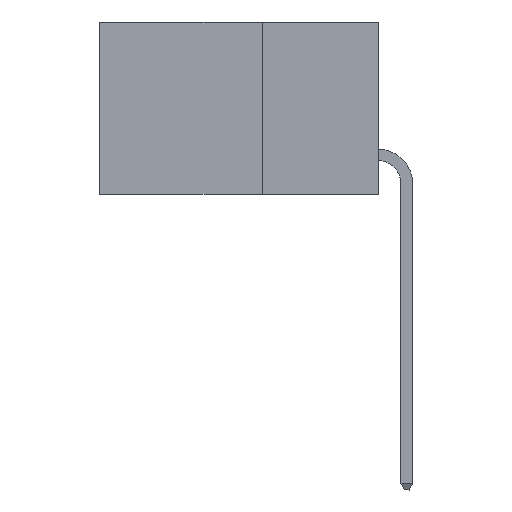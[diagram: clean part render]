
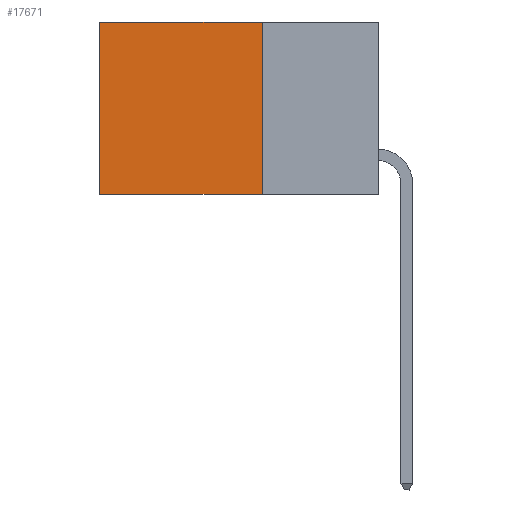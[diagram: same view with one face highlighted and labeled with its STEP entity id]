
A CAD part, left-side view. The second image highlights one B-rep face of the part: STEP entity #17671.
In plain terms, the highlighted planar face has unit normal (-1, 0, 0).
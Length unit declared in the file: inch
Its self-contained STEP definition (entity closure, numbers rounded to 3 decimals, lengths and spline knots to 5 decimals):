
#629 = EDGE_CURVE ( 'NONE', #16347, #1229, #1672, .T. ) ;
#1229 = VERTEX_POINT ( 'NONE', #19959 ) ;
#1274 = LINE ( 'NONE', #19899, #18906 ) ;
#1672 = LINE ( 'NONE', #21017, #14896 ) ;
#2663 = EDGE_CURVE ( 'NONE', #1229, #8026, #21814, .T. ) ;
#6117 = LINE ( 'NONE', #18752, #15252 ) ;
#6892 = DIRECTION ( 'NONE',  ( 0., 0., -1. ) ) ;
#8026 = VERTEX_POINT ( 'NONE', #8132 ) ;
#8063 = DIRECTION ( 'NONE',  ( 0., 1., 0. ) ) ;
#8132 = CARTESIAN_POINT ( 'NONE',  ( 0.298, 0.6, -0.37 ) ) ;
#8341 = VECTOR ( 'NONE', #21353, 39.37008 ) ;
#8528 = DIRECTION ( 'NONE',  ( 0., 0., -1. ) ) ;
#8926 = VERTEX_POINT ( 'NONE', #18719 ) ;
#10078 = ORIENTED_EDGE ( 'NONE', *, *, #2663, .T. ) ;
#10641 = ORIENTED_EDGE ( 'NONE', *, *, #19415, .F. ) ;
#11504 = CARTESIAN_POINT ( 'NONE',  ( 0.298, 0.25, 0. ) ) ;
#11947 = EDGE_LOOP ( 'NONE', ( #10078, #10641, #15201, #22012 ) ) ;
#14669 = AXIS2_PLACEMENT_3D ( 'NONE', #16932, #18659, #8528 ) ;
#14896 = VECTOR ( 'NONE', #21108, 39.37008 ) ;
#15201 = ORIENTED_EDGE ( 'NONE', *, *, #20023, .F. ) ;
#15252 = VECTOR ( 'NONE', #6892, 39.37008 ) ;
#15341 = PLANE ( 'NONE',  #14669 ) ;
#16347 = VERTEX_POINT ( 'NONE', #11504 ) ;
#16932 = CARTESIAN_POINT ( 'NONE',  ( 0.298, 0.25, 0. ) ) ;
#17671 = ADVANCED_FACE ( 'NONE', ( #21103 ), #15341, .F. ) ;
#18659 = DIRECTION ( 'NONE',  ( 1., 0., 0. ) ) ;
#18719 = CARTESIAN_POINT ( 'NONE',  ( 0.298, 0.25, -0.37 ) ) ;
#18752 = CARTESIAN_POINT ( 'NONE',  ( 0.298, 0.25, 0. ) ) ;
#18906 = VECTOR ( 'NONE', #8063, 39.37008 ) ;
#19415 = EDGE_CURVE ( 'NONE', #8926, #8026, #1274, .T. ) ;
#19899 = CARTESIAN_POINT ( 'NONE',  ( 0.298, 0.25, -0.37 ) ) ;
#19959 = CARTESIAN_POINT ( 'NONE',  ( 0.298, 0.6, 0. ) ) ;
#20023 = EDGE_CURVE ( 'NONE', #16347, #8926, #6117, .T. ) ;
#20310 = CARTESIAN_POINT ( 'NONE',  ( 0.298, 0.6, 0. ) ) ;
#21017 = CARTESIAN_POINT ( 'NONE',  ( 0.298, 0.25, 0. ) ) ;
#21103 = FACE_OUTER_BOUND ( 'NONE', #11947, .T. ) ;
#21108 = DIRECTION ( 'NONE',  ( 0., 1., 0. ) ) ;
#21353 = DIRECTION ( 'NONE',  ( 0., 0., -1. ) ) ;
#21814 = LINE ( 'NONE', #20310, #8341 ) ;
#22012 = ORIENTED_EDGE ( 'NONE', *, *, #629, .T. ) ;
